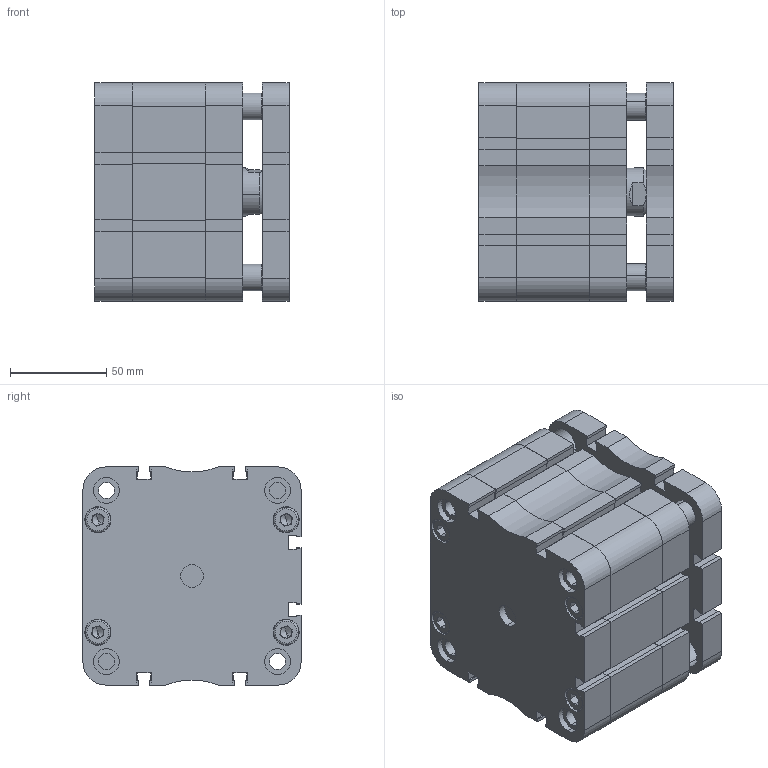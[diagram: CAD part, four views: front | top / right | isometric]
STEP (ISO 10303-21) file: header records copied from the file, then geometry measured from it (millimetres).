
FILE_DESCRIPTION (( 'STEP AP214' ), '1' );
FILE_NAME ('SM_009_100_0010_NP.STEP', '2019-11-13T08:28:07', ( '' ), ( '' ), 'SwSTEP 2.0', 'SolidWorks 2019', '' );
FILE_SCHEMA (( 'AUTOMOTIVE_DESIGN' ));
Length unit declared in the file: millimetre
Products named in the file (25): Kopia tulejka pod szpilkê^Pokrywa przód blok. obr kpl_ZPO_D100; socket head thin cap screw_din_DIN 7984 - M12 x 20 --- 14.75N; socket head cap screw_din_DIN 912 M8 x 25 --- 25N; Kopia Pokrywa ty³_Smart - Pok tyˆ - D100; Kopia Magnes^T³ok kpl_ZPO_Magnes D100; Tuleja^ZPO_Tuleja - D100; Pr皻 blok.^ZPO_D100; socket head thin cap screw_din_DIN 7984 - M12 x 35 --- 29.75N; Kopia SMART - U. t³oka S^T³ok kpl_ZPO_U. tˆoka S - D100; Pokrywa ty³ kpl^ZPO_Pok tyˆ - D100; P³ytka prowadnika^ZPO_Smart - Pok prz¢d - D100; Kopia Tuleja prowadzｹca^Pokrywa prz blok. obr kpl_ZPO_Tuleja prowadz･ca - D100; Kopia SMART - U. typ Oring - pokrywa^Pokrywa przód blok. obr kpl_ZPO_U. typ Oring - D100; socket head thin cap screw_din_DIN 7984 - M8 x 16 --- 12.25N; Kopia Pokrywa przód^Pokrywa przód blok. obr kpl_ZPO_Smart - Pok prz¢d - zabez. przed obr. D100; Kopia Pierœcieñ prowadz¹cy^T³ok kpl_ZPO_Pier˜cieä prowadz¥cy D100; Kopia SMART - U. t硂czyska^Pokrywa prz骴 blok. obr kpl_ZPO_U. t坥czyska - D100; T³oczysko^ZPO_Tˆoczysko - D100; T硂k kpl^ZPO_T坥k kpl - D100; Kopia SMART - U. typ Oring - pokrywa^Pokrywa tyｳ kpl_ZPO_U. typ Oring - D100; Kopia SMART - U. t硂ka wklejana^T硂k kpl_ZPO_U. t坥ka wklejana - D100; Kopia SMART - U. t硂ka lu焠a^T硂k kpl_ZPO_U. t坥ka lu玭a - D100; Pokrywa przód blok. obr kpl^ZPO_Pokrywa prz¢d kpl - zabez. przed obr. D100; SM_009_100_0010_NP; Kopia T硂k_T坥k - D100
Assembly tree (34 placements, depth 3):
  SM_009_100_0010_NP
    Pokrywa przód blok. obr kpl^ZPO_Pokrywa prz¢d kpl - zabez. przed obr. D100
      Kopia Pokrywa przód^Pokrywa przód blok. obr kpl_ZPO_Smart - Pok prz¢d - zabez. przed obr. D100
      Kopia SMART - U. typ Oring - pokrywa^Pokrywa przód blok. obr kpl_ZPO_U. typ Oring - D100
      Kopia Tuleja prowadzｹca^Pokrywa prz blok. obr kpl_ZPO_Tuleja prowadz･ca - D100
      Kopia SMART - U. t硂czyska^Pokrywa prz骴 blok. obr kpl_ZPO_U. t坥czyska - D100
      Kopia tulejka pod szpilkê^Pokrywa przód blok. obr kpl_ZPO_D100  x2
    Tuleja^ZPO_Tuleja - D100
    Pokrywa ty³ kpl^ZPO_Pok tyˆ - D100
      Kopia Pokrywa ty³_Smart - Pok tyˆ - D100
      Kopia SMART - U. typ Oring - pokrywa^Pokrywa tyｳ kpl_ZPO_U. typ Oring - D100
    T硂k kpl^ZPO_T坥k kpl - D100
      Kopia T硂k_T坥k - D100
      Kopia Magnes^T³ok kpl_ZPO_Magnes D100
      Kopia Pierœcieñ prowadz¹cy^T³ok kpl_ZPO_Pier˜cieä prowadz¥cy D100
      Kopia SMART - U. t硂ka lu焠a^T硂k kpl_ZPO_U. t坥ka lu玭a - D100
      Kopia SMART - U. t硂ka wklejana^T硂k kpl_ZPO_U. t坥ka wklejana - D100
      Kopia SMART - U. t³oka S^T³ok kpl_ZPO_U. tˆoka S - D100
    T³oczysko^ZPO_Tˆoczysko - D100
    socket head thin cap screw_din_DIN 7984 - M12 x 35 --- 29.75N
    socket head cap screw_din_DIN 912 M8 x 25 --- 25N  x8
    Pr皻 blok.^ZPO_D100  x2
    P³ytka prowadnika^ZPO_Smart - Pok prz¢d - D100
    socket head thin cap screw_din_DIN 7984 - M8 x 16 --- 12.25N  x2
    socket head thin cap screw_din_DIN 7984 - M12 x 20 --- 14.75N
Bounding box: 101 x 113.5 x 113.5 mm (x, y, z)
Volume: 790049.6 mm3; surface area: 304270.7 mm2
Topology: 32 solids, 32 shells, 1279 faces, 3167 edges, 2025 vertices
Faces by surface type: plane 677, cylinder 349, bspline 108, cone 97, torus 48
Entity records: 38538 total; most frequent: CARTESIAN_POINT 11841, ORIENTED_EDGE 5314, DIRECTION 5126, EDGE_CURVE 2657, VERTEX_POINT 1740, AXIS2_PLACEMENT_3D 1734, LINE 1658, VECTOR 1658
